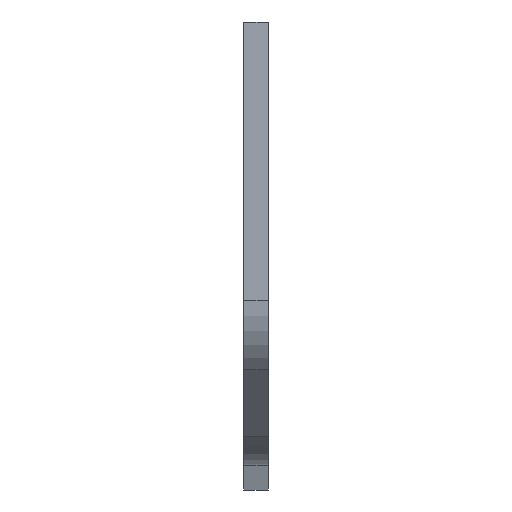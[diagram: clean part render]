
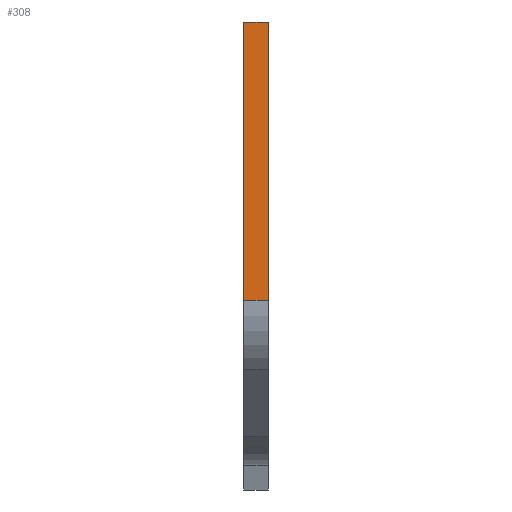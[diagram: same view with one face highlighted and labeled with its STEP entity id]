
A CAD part, left-side view. The second image highlights one B-rep face of the part: STEP entity #308.
In plain terms, the highlighted planar face has unit normal (-1, 0, 0).
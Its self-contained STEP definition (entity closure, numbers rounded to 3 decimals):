
#256=CARTESIAN_POINT('Vertex',(-51.,43.,-22.58)) ;
#259=CARTESIAN_POINT('Line Origine',(-51.,44.,-22.58)) ;
#263=CARTESIAN_POINT('Vertex',(-51.,45.,-22.58)) ;
#278=CARTESIAN_POINT('Axis2P3D Location',(-51.,43.,0.)) ;
#283=CARTESIAN_POINT('Line Origine',(-51.,43.,-11.29)) ;
#287=CARTESIAN_POINT('Vertex',(-51.,43.,0.)) ;
#290=CARTESIAN_POINT('Line Origine',(-51.,44.,0.)) ;
#294=CARTESIAN_POINT('Vertex',(-51.,45.,0.)) ;
#297=CARTESIAN_POINT('Line Origine',(-51.,45.,-11.29)) ;
#260=DIRECTION('Vector Direction',(0.,1.,0.)) ;
#279=DIRECTION('Axis2P3D Direction',(1.,-0.,0.)) ;
#280=DIRECTION('Axis2P3D XDirection',(0.,0.,-1.)) ;
#284=DIRECTION('Vector Direction',(0.,0.,-1.)) ;
#291=DIRECTION('Vector Direction',(0.,1.,0.)) ;
#298=DIRECTION('Vector Direction',(0.,0.,-1.)) ;
#281=AXIS2_PLACEMENT_3D('Plane Axis2P3D',#278,#279,#280) ;
#303=ORIENTED_EDGE('',*,*,#265,.F.) ;
#304=ORIENTED_EDGE('',*,*,#289,.T.) ;
#305=ORIENTED_EDGE('',*,*,#296,.T.) ;
#306=ORIENTED_EDGE('',*,*,#301,.F.) ;
#261=VECTOR('Line Direction',#260,1.) ;
#285=VECTOR('Line Direction',#284,1.) ;
#292=VECTOR('Line Direction',#291,1.) ;
#299=VECTOR('Line Direction',#298,1.) ;
#308=ADVANCED_FACE('Corps principal',(#307),#282,.F.) ;
#265=EDGE_CURVE('',#257,#264,#262,.T.) ;
#289=EDGE_CURVE('',#257,#288,#286,.F.) ;
#296=EDGE_CURVE('',#288,#295,#293,.T.) ;
#301=EDGE_CURVE('',#264,#295,#300,.F.) ;
#302=EDGE_LOOP('',(#303,#304,#305,#306)) ;
#307=FACE_OUTER_BOUND('',#302,.T.) ;
#262=LINE('Line',#259,#261) ;
#286=LINE('Line',#283,#285) ;
#293=LINE('Line',#290,#292) ;
#300=LINE('Line',#297,#299) ;
#282=PLANE('Plane',#281) ;
#257=VERTEX_POINT('',#256) ;
#264=VERTEX_POINT('',#263) ;
#288=VERTEX_POINT('',#287) ;
#295=VERTEX_POINT('',#294) ;
